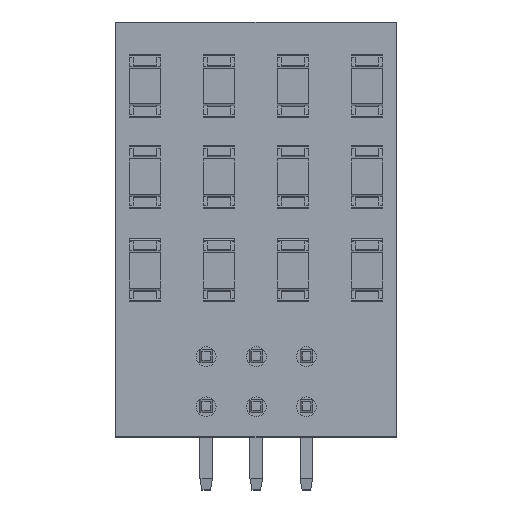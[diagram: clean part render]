
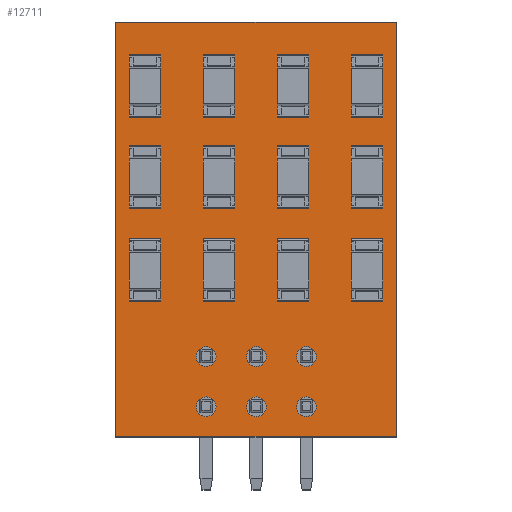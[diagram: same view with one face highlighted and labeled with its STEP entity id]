
A CAD part, top view. The second image highlights one B-rep face of the part: STEP entity #12711.
In plain terms, the highlighted planar face has unit normal (0, 0, 1).
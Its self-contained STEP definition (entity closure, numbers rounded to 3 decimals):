
#12533 = VERTEX_POINT('',#12534);
#12534 = CARTESIAN_POINT('',(125.25,-77.05,1.51));
#12540 = EDGE_CURVE('',#12533,#12541,#12543,.T.);
#12541 = VERTEX_POINT('',#12542);
#12542 = CARTESIAN_POINT('',(111.,-77.05,1.51));
#12543 = LINE('',#12544,#12545);
#12544 = CARTESIAN_POINT('',(125.25,-77.05,1.51));
#12545 = VECTOR('',#12546,1.);
#12546 = DIRECTION('',(-1.,0.,0.));
#12573 = VERTEX_POINT('',#12574);
#12574 = CARTESIAN_POINT('',(125.25,-56.,1.51));
#12580 = EDGE_CURVE('',#12573,#12533,#12581,.T.);
#12581 = LINE('',#12582,#12583);
#12582 = CARTESIAN_POINT('',(125.25,-56.,1.51));
#12583 = VECTOR('',#12584,1.);
#12584 = DIRECTION('',(0.,-1.,0.));
#12602 = EDGE_CURVE('',#12541,#12603,#12605,.T.);
#12603 = VERTEX_POINT('',#12604);
#12604 = CARTESIAN_POINT('',(111.,-56.,1.51));
#12605 = LINE('',#12606,#12607);
#12606 = CARTESIAN_POINT('',(111.,-77.05,1.51));
#12607 = VECTOR('',#12608,1.);
#12608 = DIRECTION('',(0.,1.,0.));
#12711 = ADVANCED_FACE('',(#12712,#12723,#12734,#12745,#12756,#12767,
    #12778),#12789,.T.);
#12712 = FACE_BOUND('',#12713,.T.);
#12713 = EDGE_LOOP('',(#12714,#12715,#12716,#12722));
#12714 = ORIENTED_EDGE('',*,*,#12540,.F.);
#12715 = ORIENTED_EDGE('',*,*,#12580,.F.);
#12716 = ORIENTED_EDGE('',*,*,#12717,.F.);
#12717 = EDGE_CURVE('',#12603,#12573,#12718,.T.);
#12718 = LINE('',#12719,#12720);
#12719 = CARTESIAN_POINT('',(111.,-56.,1.51));
#12720 = VECTOR('',#12721,1.);
#12721 = DIRECTION('',(1.,0.,0.));
#12722 = ORIENTED_EDGE('',*,*,#12602,.F.);
#12723 = FACE_BOUND('',#12724,.T.);
#12724 = EDGE_LOOP('',(#12725));
#12725 = ORIENTED_EDGE('',*,*,#12726,.T.);
#12726 = EDGE_CURVE('',#12727,#12727,#12729,.T.);
#12727 = VERTEX_POINT('',#12728);
#12728 = CARTESIAN_POINT('',(115.6,-76.015,1.51));
#12729 = CIRCLE('',#12730,0.5);
#12730 = AXIS2_PLACEMENT_3D('',#12731,#12732,#12733);
#12731 = CARTESIAN_POINT('',(115.6,-75.515,1.51));
#12732 = DIRECTION('',(-0.,0.,-1.));
#12733 = DIRECTION('',(-0.,-1.,0.));
#12734 = FACE_BOUND('',#12735,.T.);
#12735 = EDGE_LOOP('',(#12736));
#12736 = ORIENTED_EDGE('',*,*,#12737,.T.);
#12737 = EDGE_CURVE('',#12738,#12738,#12740,.T.);
#12738 = VERTEX_POINT('',#12739);
#12739 = CARTESIAN_POINT('',(118.14,-76.015,1.51));
#12740 = CIRCLE('',#12741,0.5);
#12741 = AXIS2_PLACEMENT_3D('',#12742,#12743,#12744);
#12742 = CARTESIAN_POINT('',(118.14,-75.515,1.51));
#12743 = DIRECTION('',(-0.,0.,-1.));
#12744 = DIRECTION('',(-0.,-1.,0.));
#12745 = FACE_BOUND('',#12746,.T.);
#12746 = EDGE_LOOP('',(#12747));
#12747 = ORIENTED_EDGE('',*,*,#12748,.T.);
#12748 = EDGE_CURVE('',#12749,#12749,#12751,.T.);
#12749 = VERTEX_POINT('',#12750);
#12750 = CARTESIAN_POINT('',(120.68,-76.015,1.51));
#12751 = CIRCLE('',#12752,0.5);
#12752 = AXIS2_PLACEMENT_3D('',#12753,#12754,#12755);
#12753 = CARTESIAN_POINT('',(120.68,-75.515,1.51));
#12754 = DIRECTION('',(-0.,0.,-1.));
#12755 = DIRECTION('',(-0.,-1.,0.));
#12756 = FACE_BOUND('',#12757,.T.);
#12757 = EDGE_LOOP('',(#12758));
#12758 = ORIENTED_EDGE('',*,*,#12759,.T.);
#12759 = EDGE_CURVE('',#12760,#12760,#12762,.T.);
#12760 = VERTEX_POINT('',#12761);
#12761 = CARTESIAN_POINT('',(115.6,-73.475,1.51));
#12762 = CIRCLE('',#12763,0.5);
#12763 = AXIS2_PLACEMENT_3D('',#12764,#12765,#12766);
#12764 = CARTESIAN_POINT('',(115.6,-72.975,1.51));
#12765 = DIRECTION('',(-0.,0.,-1.));
#12766 = DIRECTION('',(-0.,-1.,0.));
#12767 = FACE_BOUND('',#12768,.T.);
#12768 = EDGE_LOOP('',(#12769));
#12769 = ORIENTED_EDGE('',*,*,#12770,.T.);
#12770 = EDGE_CURVE('',#12771,#12771,#12773,.T.);
#12771 = VERTEX_POINT('',#12772);
#12772 = CARTESIAN_POINT('',(118.14,-73.475,1.51));
#12773 = CIRCLE('',#12774,0.5);
#12774 = AXIS2_PLACEMENT_3D('',#12775,#12776,#12777);
#12775 = CARTESIAN_POINT('',(118.14,-72.975,1.51));
#12776 = DIRECTION('',(-0.,0.,-1.));
#12777 = DIRECTION('',(-0.,-1.,0.));
#12778 = FACE_BOUND('',#12779,.T.);
#12779 = EDGE_LOOP('',(#12780));
#12780 = ORIENTED_EDGE('',*,*,#12781,.T.);
#12781 = EDGE_CURVE('',#12782,#12782,#12784,.T.);
#12782 = VERTEX_POINT('',#12783);
#12783 = CARTESIAN_POINT('',(120.68,-73.475,1.51));
#12784 = CIRCLE('',#12785,0.5);
#12785 = AXIS2_PLACEMENT_3D('',#12786,#12787,#12788);
#12786 = CARTESIAN_POINT('',(120.68,-72.975,1.51));
#12787 = DIRECTION('',(-0.,0.,-1.));
#12788 = DIRECTION('',(-0.,-1.,0.));
#12789 = PLANE('',#12790);
#12790 = AXIS2_PLACEMENT_3D('',#12791,#12792,#12793);
#12791 = CARTESIAN_POINT('',(0.,0.,1.51));
#12792 = DIRECTION('',(0.,0.,1.));
#12793 = DIRECTION('',(1.,0.,-0.));
